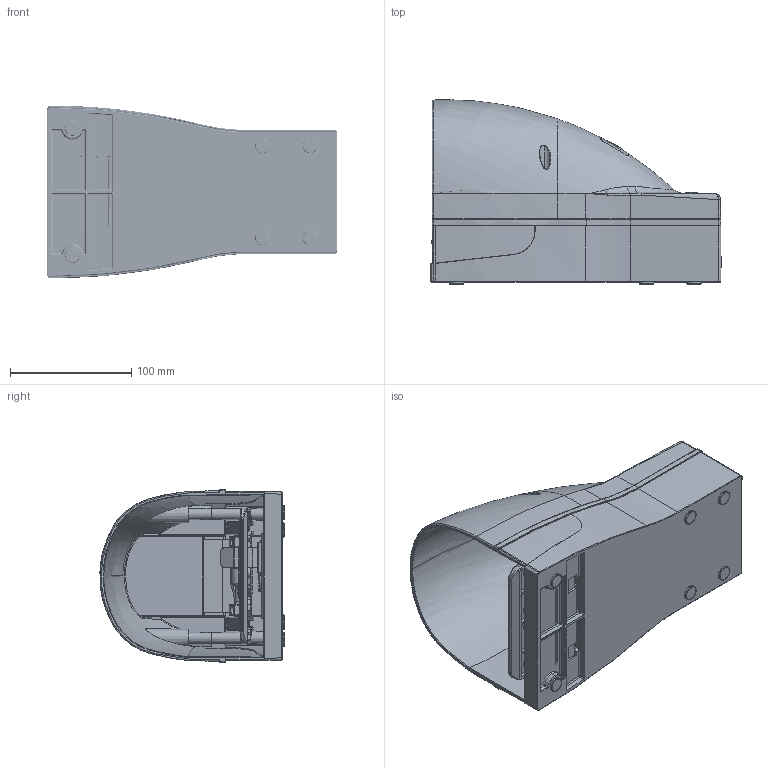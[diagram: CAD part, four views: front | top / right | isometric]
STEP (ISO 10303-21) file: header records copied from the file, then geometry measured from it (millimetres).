
FILE_DESCRIPTION(( 'PEDM 304 S.STEP' ), '1');
FILE_NAME( 'PEDM 304 S.STEP', '2019-03-04T12:05:16',( 'Sopra'),('sopra-pneumatic.com'), 'SwSTEP 2.0','SolidWorks 2009','' );
FILE_SCHEMA (( 'AUTOMOTIVE_DESIGN' ));
Length unit declared in the file: millimetre
Products named in the file (1): 8_207_4ng
Bounding box: 239.3 x 151.85 x 142.41 mm (x, y, z)
Volume: 629124.6 mm3; surface area: 320797.2 mm2
Topology: 10 solids, 10 shells, 4134 faces, 10492 edges, 6264 vertices
Faces by surface type: cylinder 1382, plane 999, bspline 987, cone 598, sphere 87, torus 81
Entity records: 275761 total; most frequent: CARTESIAN_POINT 152992, ORIENTED_EDGE 20602, DIRECTION 15754, EDGE_CURVE 10301, VERTEX_POINT 6253, AXIS2_PLACEMENT_3D 6096, EDGE_LOOP 4238, ADVANCED_FACE 4134
